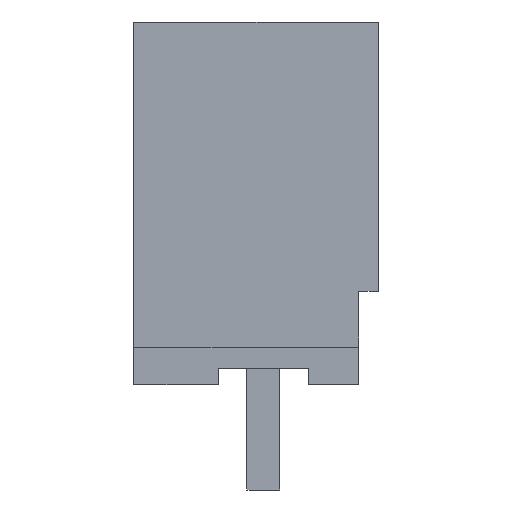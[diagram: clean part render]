
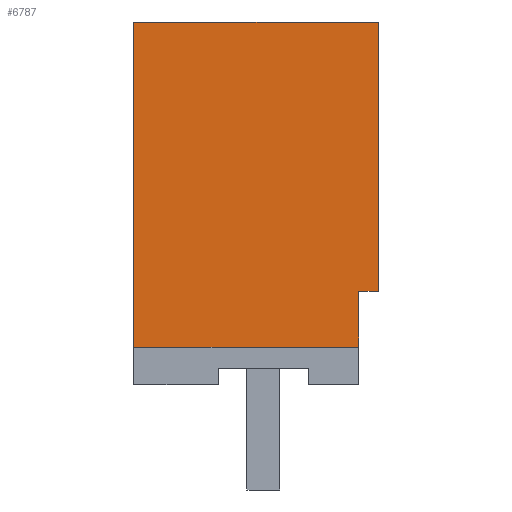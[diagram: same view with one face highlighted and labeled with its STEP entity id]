
A CAD part, left-side view. The second image highlights one B-rep face of the part: STEP entity #6787.
In plain terms, the highlighted planar face has unit normal (-1, 0, 0).
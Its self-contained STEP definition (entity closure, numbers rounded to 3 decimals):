
#6758=AXIS2_PLACEMENT_3D('Plane Axis2P3D',#6755,#6756,#6757) ;
#233=CARTESIAN_POINT('Vertex',(0.,7.45,4.35)) ;
#236=CARTESIAN_POINT('Line Origine',(0.,7.45,9.3)) ;
#240=CARTESIAN_POINT('Vertex',(0.,7.45,14.25)) ;
#4969=CARTESIAN_POINT('Vertex',(0.,0.6,6.05)) ;
#4972=CARTESIAN_POINT('Line Origine',(0.,0.6,5.2)) ;
#4976=CARTESIAN_POINT('Vertex',(0.,0.6,4.35)) ;
#6494=CARTESIAN_POINT('Line Origine',(0.,4.025,4.35)) ;
#6755=CARTESIAN_POINT('Axis2P3D Location',(0.,7.45,14.25)) ;
#6760=CARTESIAN_POINT('Line Origine',(0.,0.,10.15)) ;
#6764=CARTESIAN_POINT('Vertex',(0.,0.,14.25)) ;
#6766=CARTESIAN_POINT('Vertex',(0.,0.,6.05)) ;
#6769=CARTESIAN_POINT('Line Origine',(0.,3.725,14.25)) ;
#6774=CARTESIAN_POINT('Line Origine',(0.,0.3,6.05)) ;
#237=DIRECTION('Vector Direction',(0.,0.,-1.)) ;
#4973=DIRECTION('Vector Direction',(0.,0.,1.)) ;
#6495=DIRECTION('Vector Direction',(0.,-1.,0.)) ;
#6756=DIRECTION('Axis2P3D Direction',(-1.,-0.,0.)) ;
#6757=DIRECTION('Axis2P3D XDirection',(0.,0.,-1.)) ;
#6761=DIRECTION('Vector Direction',(0.,0.,-1.)) ;
#6770=DIRECTION('Vector Direction',(0.,-1.,0.)) ;
#6775=DIRECTION('Vector Direction',(0.,-1.,0.)) ;
#238=VECTOR('Line Direction',#237,1.) ;
#4974=VECTOR('Line Direction',#4973,1.) ;
#6496=VECTOR('Line Direction',#6495,1.) ;
#6762=VECTOR('Line Direction',#6761,1.) ;
#6771=VECTOR('Line Direction',#6770,1.) ;
#6776=VECTOR('Line Direction',#6775,1.) ;
#6780=ORIENTED_EDGE('',*,*,#6768,.F.) ;
#6781=ORIENTED_EDGE('',*,*,#6773,.F.) ;
#6782=ORIENTED_EDGE('',*,*,#242,.T.) ;
#6783=ORIENTED_EDGE('',*,*,#6498,.T.) ;
#6784=ORIENTED_EDGE('',*,*,#4978,.T.) ;
#6785=ORIENTED_EDGE('',*,*,#6778,.F.) ;
#6787=ADVANCED_FACE('HOUSING',(#6786),#6759,.T.) ;
#242=EDGE_CURVE('',#241,#234,#239,.T.) ;
#4978=EDGE_CURVE('',#4977,#4970,#4975,.T.) ;
#6498=EDGE_CURVE('',#234,#4977,#6497,.T.) ;
#6768=EDGE_CURVE('',#6765,#6767,#6763,.T.) ;
#6773=EDGE_CURVE('',#241,#6765,#6772,.T.) ;
#6778=EDGE_CURVE('',#6767,#4970,#6777,.F.) ;
#6779=EDGE_LOOP('',(#6780,#6781,#6782,#6783,#6784,#6785)) ;
#6786=FACE_OUTER_BOUND('',#6779,.T.) ;
#239=LINE('Line',#236,#238) ;
#4975=LINE('Line',#4972,#4974) ;
#6497=LINE('Line',#6494,#6496) ;
#6763=LINE('Line',#6760,#6762) ;
#6772=LINE('Line',#6769,#6771) ;
#6777=LINE('Line',#6774,#6776) ;
#6759=PLANE('',#6758) ;
#234=VERTEX_POINT('',#233) ;
#241=VERTEX_POINT('',#240) ;
#4970=VERTEX_POINT('',#4969) ;
#4977=VERTEX_POINT('',#4976) ;
#6765=VERTEX_POINT('',#6764) ;
#6767=VERTEX_POINT('',#6766) ;
